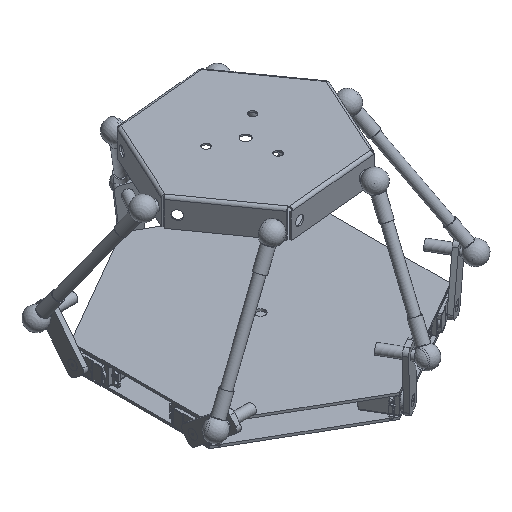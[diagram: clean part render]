
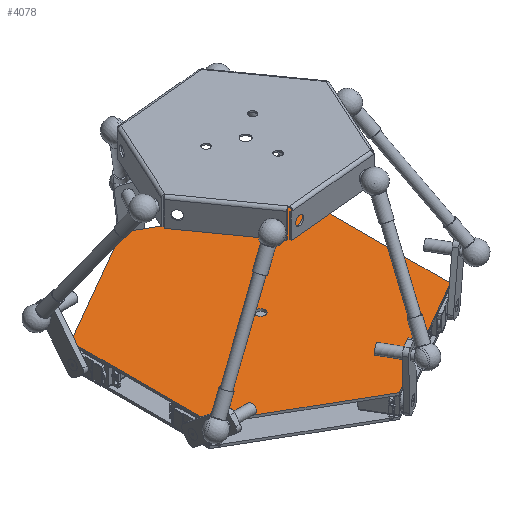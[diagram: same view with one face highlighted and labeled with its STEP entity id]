
A CAD part, isometric view. The second image highlights one B-rep face of the part: STEP entity #4078.
In plain terms, the highlighted planar face has unit normal (0, 0, 1).
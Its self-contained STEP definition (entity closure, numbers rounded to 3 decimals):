
#229=FACE_BOUND('',#774,.T.);
#356=PLANE('',#4578);
#544=FACE_OUTER_BOUND('',#773,.T.);
#773=EDGE_LOOP('',(#3411,#3412,#3413,#3414,#3415,#3416));
#774=EDGE_LOOP('',(#3417));
#1151=LINE('',#6731,#1540);
#1154=LINE('',#6737,#1543);
#1157=LINE('',#6743,#1546);
#1160=LINE('',#6749,#1549);
#1163=LINE('',#6755,#1552);
#1166=LINE('',#6759,#1555);
#1540=VECTOR('',#5443,10.);
#1543=VECTOR('',#5448,10.);
#1546=VECTOR('',#5453,10.);
#1549=VECTOR('',#5458,10.);
#1552=VECTOR('',#5463,10.);
#1555=VECTOR('',#5468,10.);
#1776=CIRCLE('',#4570,5.);
#2066=VERTEX_POINT('',#6719);
#2070=VERTEX_POINT('',#6728);
#2071=VERTEX_POINT('',#6730);
#2073=VERTEX_POINT('',#6736);
#2075=VERTEX_POINT('',#6742);
#2077=VERTEX_POINT('',#6748);
#2079=VERTEX_POINT('',#6754);
#2524=EDGE_CURVE('',#2066,#2066,#1776,.T.);
#2529=EDGE_CURVE('',#2071,#2070,#1151,.T.);
#2532=EDGE_CURVE('',#2073,#2071,#1154,.T.);
#2535=EDGE_CURVE('',#2075,#2073,#1157,.T.);
#2538=EDGE_CURVE('',#2077,#2075,#1160,.T.);
#2541=EDGE_CURVE('',#2079,#2077,#1163,.T.);
#2544=EDGE_CURVE('',#2070,#2079,#1166,.T.);
#3411=ORIENTED_EDGE('',*,*,#2544,.T.);
#3412=ORIENTED_EDGE('',*,*,#2541,.T.);
#3413=ORIENTED_EDGE('',*,*,#2538,.T.);
#3414=ORIENTED_EDGE('',*,*,#2535,.T.);
#3415=ORIENTED_EDGE('',*,*,#2532,.T.);
#3416=ORIENTED_EDGE('',*,*,#2529,.T.);
#3417=ORIENTED_EDGE('',*,*,#2524,.T.);
#4078=ADVANCED_FACE('',(#544,#229),#356,.T.);
#4570=AXIS2_PLACEMENT_3D('',#6720,#5434,#5435);
#4578=AXIS2_PLACEMENT_3D('',#6760,#5469,#5470);
#5434=DIRECTION('center_axis',(0.,0.,-1.));
#5435=DIRECTION('ref_axis',(1.,0.,0.));
#5443=DIRECTION('',(-0.866,-0.5,0.));
#5448=DIRECTION('',(-0.866,0.5,0.));
#5453=DIRECTION('',(0.,1.,0.));
#5458=DIRECTION('',(0.866,0.5,0.));
#5463=DIRECTION('',(0.866,-0.5,0.));
#5468=DIRECTION('',(0.,-1.,0.));
#5469=DIRECTION('center_axis',(0.,0.,1.));
#5470=DIRECTION('ref_axis',(1.,0.,0.));
#6719=CARTESIAN_POINT('',(-5.,0.,2.5));
#6720=CARTESIAN_POINT('Origin',(0.,0.,2.5));
#6728=CARTESIAN_POINT('',(-129.904,75.,2.5));
#6730=CARTESIAN_POINT('',(0.,150.,2.5));
#6731=CARTESIAN_POINT('',(0.,150.,2.5));
#6736=CARTESIAN_POINT('',(129.904,75.,2.5));
#6737=CARTESIAN_POINT('',(129.904,75.,2.5));
#6742=CARTESIAN_POINT('',(129.904,-75.,2.5));
#6743=CARTESIAN_POINT('',(129.904,-75.,2.5));
#6748=CARTESIAN_POINT('',(0.,-150.,2.5));
#6749=CARTESIAN_POINT('',(0.,-150.,2.5));
#6754=CARTESIAN_POINT('',(-129.904,-75.,2.5));
#6755=CARTESIAN_POINT('',(-129.904,-75.,2.5));
#6759=CARTESIAN_POINT('',(-129.904,75.,2.5));
#6760=CARTESIAN_POINT('Origin',(0.,0.,
2.5));
